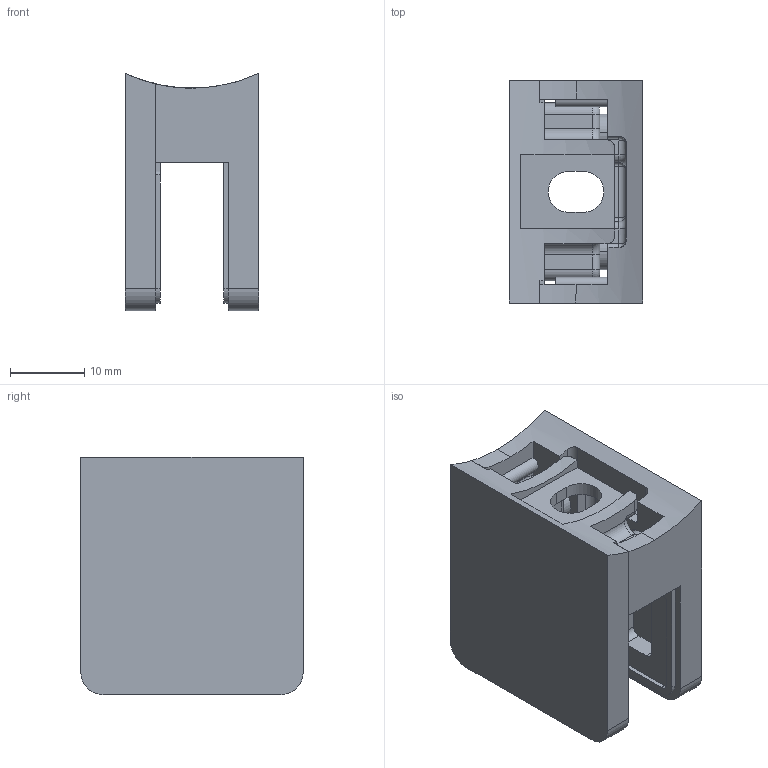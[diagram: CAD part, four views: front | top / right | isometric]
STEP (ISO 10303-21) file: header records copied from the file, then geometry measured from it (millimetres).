
FILE_DESCRIPTION (( 'STEP AP203' ), '1' );
FILE_NAME ('A_2900-042.STEP', '2021-06-22T06:13:13', ( '' ), ( '' ), 'SwSTEP 2.0', 'SolidWorks 2019', '' );
FILE_SCHEMA (( 'CONFIG_CONTROL_DESIGN' ));
Length unit declared in the file: millimetre
Products named in the file (4): A_2900-042.P2; A_2900-042.P1; Skrutka DIN 7991 ZINK._Skrutka M 6x 12; A_2900-042
Assembly tree (4 placements, depth 2):
  A_2900-042
    A_2900-042.P1
    A_2900-042.P2
    Skrutka DIN 7991 ZINK._Skrutka M 6x 12  x2
Bounding box: 18 x 30 x 32.01 mm (x, y, z)
Volume: 8066.6 mm3; surface area: 7573 mm2
Topology: 4 solids, 4 shells, 270 faces, 700 edges, 434 vertices
Faces by surface type: plane 120, cylinder 112, cone 20, torus 10, bspline 4, sphere 4
Entity records: 8338 total; most frequent: CARTESIAN_POINT 1610, DIRECTION 1370, ORIENTED_EDGE 1304, EDGE_CURVE 652, AXIS2_PLACEMENT_3D 490, VERTEX_POINT 412, LINE 390, VECTOR 390
